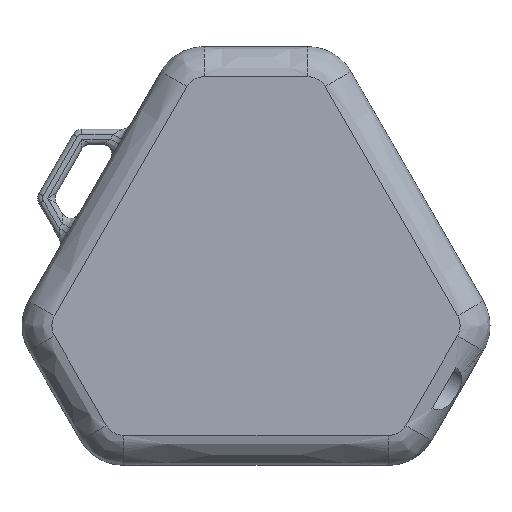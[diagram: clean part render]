
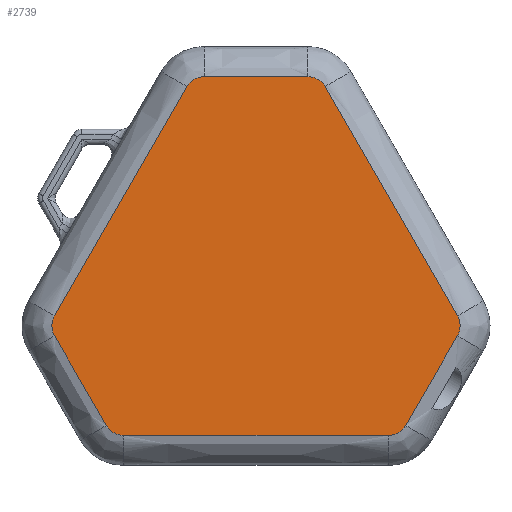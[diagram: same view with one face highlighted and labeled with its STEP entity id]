
A CAD part, front view. The second image highlights one B-rep face of the part: STEP entity #2739.
In plain terms, the highlighted planar face has unit normal (0, -1, 0).
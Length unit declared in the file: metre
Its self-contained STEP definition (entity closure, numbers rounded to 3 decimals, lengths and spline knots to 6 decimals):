
#124=B_SPLINE_CURVE_WITH_KNOTS('',3,(#4326,#4327,#4328,#4329),
 .UNSPECIFIED.,.F.,.F.,(4,4),(0.,1.),.UNSPECIFIED.);
#125=B_SPLINE_CURVE_WITH_KNOTS('',3,(#4332,#4333,#4334,#4335),
 .UNSPECIFIED.,.F.,.F.,(4,4),(0.,1.),.UNSPECIFIED.);
#126=B_SPLINE_CURVE_WITH_KNOTS('',3,(#4337,#4338,#4339,#4340),
 .UNSPECIFIED.,.F.,.F.,(4,4),(0.,1.),.UNSPECIFIED.);
#127=B_SPLINE_CURVE_WITH_KNOTS('',3,(#4342,#4343,#4344,#4345),
 .UNSPECIFIED.,.F.,.F.,(4,4),(0.,1.),.UNSPECIFIED.);
#128=B_SPLINE_CURVE_WITH_KNOTS('',3,(#4347,#4348,#4349,#4350),
 .UNSPECIFIED.,.F.,.F.,(4,4),(0.,1.),.UNSPECIFIED.);
#129=B_SPLINE_CURVE_WITH_KNOTS('',3,(#4352,#4353,#4354,#4355),
 .UNSPECIFIED.,.F.,.F.,(4,4),(0.,1.),.UNSPECIFIED.);
#130=B_SPLINE_CURVE_WITH_KNOTS('',3,(#4357,#4358,#4359,#4360),
 .UNSPECIFIED.,.F.,.F.,(4,4),(0.,1.),.UNSPECIFIED.);
#131=B_SPLINE_CURVE_WITH_KNOTS('',3,(#4362,#4363,#4364,#4365),
 .UNSPECIFIED.,.F.,.F.,(4,4),(0.,1.),.UNSPECIFIED.);
#132=B_SPLINE_CURVE_WITH_KNOTS('',3,(#4367,#4368,#4369,#4370),
 .UNSPECIFIED.,.F.,.F.,(4,4),(0.,1.),.UNSPECIFIED.);
#133=B_SPLINE_CURVE_WITH_KNOTS('',3,(#4372,#4373,#4374,#4375),
 .UNSPECIFIED.,.F.,.F.,(4,4),(0.,1.),.UNSPECIFIED.);
#134=B_SPLINE_CURVE_WITH_KNOTS('',3,(#4377,#4378,#4379,#4380),
 .UNSPECIFIED.,.F.,.F.,(4,4),(0.,1.),.UNSPECIFIED.);
#135=B_SPLINE_CURVE_WITH_KNOTS('',3,(#4382,#4383,#4384,#4385),
 .UNSPECIFIED.,.F.,.F.,(4,4),(0.,1.),.UNSPECIFIED.);
#935=ORIENTED_EDGE('',*,*,#1736,.T.);
#936=ORIENTED_EDGE('',*,*,#1737,.T.);
#937=ORIENTED_EDGE('',*,*,#1738,.T.);
#938=ORIENTED_EDGE('',*,*,#1739,.T.);
#939=ORIENTED_EDGE('',*,*,#1740,.T.);
#940=ORIENTED_EDGE('',*,*,#1741,.T.);
#941=ORIENTED_EDGE('',*,*,#1742,.T.);
#942=ORIENTED_EDGE('',*,*,#1743,.T.);
#943=ORIENTED_EDGE('',*,*,#1744,.T.);
#944=ORIENTED_EDGE('',*,*,#1745,.T.);
#945=ORIENTED_EDGE('',*,*,#1746,.T.);
#946=ORIENTED_EDGE('',*,*,#1747,.T.);
#1736=EDGE_CURVE('',#2123,#2124,#124,.T.);
#1737=EDGE_CURVE('',#2124,#2125,#125,.T.);
#1738=EDGE_CURVE('',#2125,#2126,#126,.T.);
#1739=EDGE_CURVE('',#2126,#2127,#127,.T.);
#1740=EDGE_CURVE('',#2127,#2128,#128,.T.);
#1741=EDGE_CURVE('',#2128,#2129,#129,.T.);
#1742=EDGE_CURVE('',#2129,#2130,#130,.T.);
#1743=EDGE_CURVE('',#2130,#2131,#131,.T.);
#1744=EDGE_CURVE('',#2131,#2132,#132,.T.);
#1745=EDGE_CURVE('',#2132,#2133,#133,.T.);
#1746=EDGE_CURVE('',#2133,#2134,#134,.T.);
#1747=EDGE_CURVE('',#2134,#2123,#135,.T.);
#2123=VERTEX_POINT('',#4330);
#2124=VERTEX_POINT('',#4331);
#2125=VERTEX_POINT('',#4336);
#2126=VERTEX_POINT('',#4341);
#2127=VERTEX_POINT('',#4346);
#2128=VERTEX_POINT('',#4351);
#2129=VERTEX_POINT('',#4356);
#2130=VERTEX_POINT('',#4361);
#2131=VERTEX_POINT('',#4366);
#2132=VERTEX_POINT('',#4371);
#2133=VERTEX_POINT('',#4376);
#2134=VERTEX_POINT('',#4381);
#2320=EDGE_LOOP('',(#935,#936,#937,#938,#939,#940,#941,#942,#943,#944,#945,
#946));
#2491=FACE_BOUND('',#2320,.T.);
#2658=PLANE('',#2959);
#2739=ADVANCED_FACE('',(#2491),#2658,.F.);
#2959=AXIS2_PLACEMENT_3D('',#4325,#3445,#3446);
#3445=DIRECTION('',(0.,1.,0.));
#3446=DIRECTION('',(1.,0.,0.));
#4325=CARTESIAN_POINT('',(0.,0.,-0.02325));
#4326=CARTESIAN_POINT('',(0.020207,0.,-0.02901));
#4327=CARTESIAN_POINT('',(0.020564,0.,-0.028391));
#4328=CARTESIAN_POINT('',(0.020565,0.,-0.027629));
#4329=CARTESIAN_POINT('',(0.020207,0.,-0.02701));
#4330=CARTESIAN_POINT('',(0.020207,0.,-0.02901));
#4331=CARTESIAN_POINT('',(0.020207,0.,-0.02701));
#4332=CARTESIAN_POINT('',(0.020207,0.,-0.02701));
#4333=CARTESIAN_POINT('',(0.015779,0.,-0.01934));
#4334=CARTESIAN_POINT('',(0.011351,0.,-0.01167));
#4335=CARTESIAN_POINT('',(0.006923,0.,-0.004));
#4336=CARTESIAN_POINT('',(0.006923,0.,-0.004));
#4337=CARTESIAN_POINT('',(0.006923,0.,-0.004));
#4338=CARTESIAN_POINT('',(0.006566,0.,-0.003382));
#4339=CARTESIAN_POINT('',(0.005906,0.,-0.003));
#4340=CARTESIAN_POINT('',(0.005191,0.,-0.003));
#4341=CARTESIAN_POINT('',(0.005191,0.,-0.003));
#4342=CARTESIAN_POINT('',(0.005191,0.,-0.003));
#4343=CARTESIAN_POINT('',(0.00173,0.,-0.003));
#4344=CARTESIAN_POINT('',(-0.00173,0.,-0.003));
#4345=CARTESIAN_POINT('',(-0.005191,0.,-0.003));
#4346=CARTESIAN_POINT('',(-0.005191,0.,-0.003));
#4347=CARTESIAN_POINT('',(-0.005191,0.,-0.003));
#4348=CARTESIAN_POINT('',(-0.005905,0.,-0.003));
#4349=CARTESIAN_POINT('',(-0.006565,0.,-0.003381));
#4350=CARTESIAN_POINT('',(-0.006923,0.,-0.004));
#4351=CARTESIAN_POINT('',(-0.006923,0.,-0.004));
#4352=CARTESIAN_POINT('',(-0.006923,0.,-0.004));
#4353=CARTESIAN_POINT('',(-0.011351,0.,-0.01167));
#4354=CARTESIAN_POINT('',(-0.015779,0.,-0.01934));
#4355=CARTESIAN_POINT('',(-0.020207,0.,-0.02701));
#4356=CARTESIAN_POINT('',(-0.020207,0.,-0.02701));
#4357=CARTESIAN_POINT('',(-0.020207,0.,-0.02701));
#4358=CARTESIAN_POINT('',(-0.020564,0.,-0.027628));
#4359=CARTESIAN_POINT('',(-0.020565,0.,-0.02839));
#4360=CARTESIAN_POINT('',(-0.020207,0.,-0.02901));
#4361=CARTESIAN_POINT('',(-0.020207,0.,-0.02901));
#4362=CARTESIAN_POINT('',(-0.020207,0.,-0.02901));
#4363=CARTESIAN_POINT('',(-0.018477,0.,-0.032006));
#4364=CARTESIAN_POINT('',(-0.016747,0.,-0.035003));
#4365=CARTESIAN_POINT('',(-0.015017,0.,-0.038));
#4366=CARTESIAN_POINT('',(-0.015017,0.,-0.038));
#4367=CARTESIAN_POINT('',(-0.015017,0.,-0.038));
#4368=CARTESIAN_POINT('',(-0.01466,0.,-0.038618));
#4369=CARTESIAN_POINT('',(-0.014,0.,-0.039));
#4370=CARTESIAN_POINT('',(-0.013285,0.,-0.039));
#4371=CARTESIAN_POINT('',(-0.013285,0.,-0.039));
#4372=CARTESIAN_POINT('',(-0.013285,0.,-0.039));
#4373=CARTESIAN_POINT('',(-0.004428,0.,-0.039));
#4374=CARTESIAN_POINT('',(0.004428,0.,-0.039));
#4375=CARTESIAN_POINT('',(0.013285,0.,-0.039));
#4376=CARTESIAN_POINT('',(0.013285,0.,-0.039));
#4377=CARTESIAN_POINT('',(0.013285,0.,-0.039));
#4378=CARTESIAN_POINT('',(0.013999,0.,-0.039));
#4379=CARTESIAN_POINT('',(0.014659,0.,-0.038619));
#4380=CARTESIAN_POINT('',(0.015017,0.,-0.038));
#4381=CARTESIAN_POINT('',(0.015017,0.,-0.038));
#4382=CARTESIAN_POINT('',(0.015017,0.,-0.038));
#4383=CARTESIAN_POINT('',(0.016747,0.,-0.035003));
#4384=CARTESIAN_POINT('',(0.018477,0.,-0.032006));
#4385=CARTESIAN_POINT('',(0.020207,0.,-0.02901));
